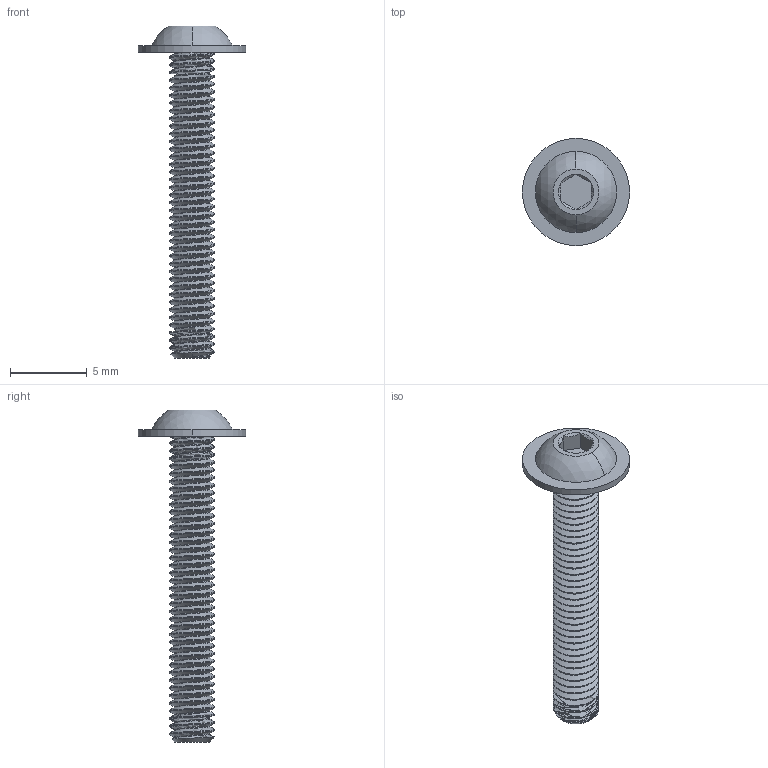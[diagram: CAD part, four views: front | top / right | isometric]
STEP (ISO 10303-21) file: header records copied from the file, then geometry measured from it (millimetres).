
FILE_DESCRIPTION (( 'STEP AP203' ), '1' );
FILE_NAME ('92137A262.step', '2014-03-06T14:31:26', ( '' ), ( '' ), 'SwSTEP 2.0', 'SolidWorks 2012', '' );
FILE_SCHEMA (( 'CONFIG_CONTROL_DESIGN' ));
Length unit declared in the file: millimetre
Products named in the file (1): 92137A262
Bounding box: 7 x 7 x 21.7 mm (x, y, z)
Volume: 144.9 mm3; surface area: 394.9 mm2
Topology: 1 solids, 1 shells, 107 faces, 294 edges, 192 vertices
Faces by surface type: cylinder 81, plane 11, cone 10, bspline 3, sphere 2
Entity records: 7880 total; most frequent: CARTESIAN_POINT 5590, ORIENTED_EDGE 588, DIRECTION 348, EDGE_CURVE 294, VERTEX_POINT 192, AXIS2_PLACEMENT_3D 126, EDGE_LOOP 110, ADVANCED_FACE 107
